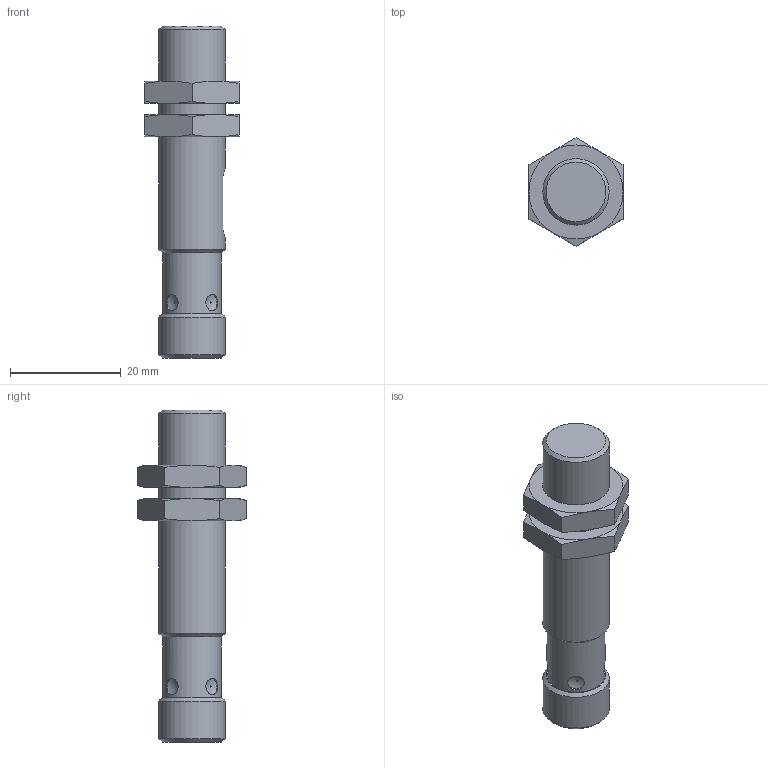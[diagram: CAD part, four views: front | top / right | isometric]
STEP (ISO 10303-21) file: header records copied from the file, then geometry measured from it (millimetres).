
FILE_DESCRIPTION(/* description */ ('STEP AP214'),/* implementation_level */ '2;1');
FILE_NAME(/* name */ '537684_SOEG-RSP-M12-PS-S-2L',/* time_stamp */ '2024-09-15T09:35:28+02:00',/* author */ ('License CC BY-ND 4.0'),/* organization */ ('CADENAS'),/* preprocessor_version */ 'ST-DEVELOPER v19.3',/* originating_system */ 'PARTsolutions',/* authorisation */ ' ');
FILE_SCHEMA (('AUTOMOTIVE_DESIGN {1 0 10303 214 3 1 1}'));
Length unit declared in the file: millimetre
Products named in the file (1): 537684 SOEG-RSP-M12-PS-S-2L
Bounding box: 17 x 19.63 x 60 mm (x, y, z)
Volume: 7025.8 mm3; surface area: 3572.3 mm2
Topology: 1 solids, 1 shells, 90 faces, 208 edges, 129 vertices
Faces by surface type: plane 32, cone 28, cylinder 19, sphere 7, torus 4
Full cylindrical faces by diameter (mm): 1 x5, 3 x4, 3.5 x1, 8.3 x1, 10.5 x1, 12 x4
Entity records: 2316 total; most frequent: CARTESIAN_POINT 555, DIRECTION 350, ORIENTED_EDGE 312, AXIS2_PLACEMENT_3D 157, EDGE_CURVE 156, FACE_BOUND 134, EDGE_LOOP 130, VERTEX_POINT 112
